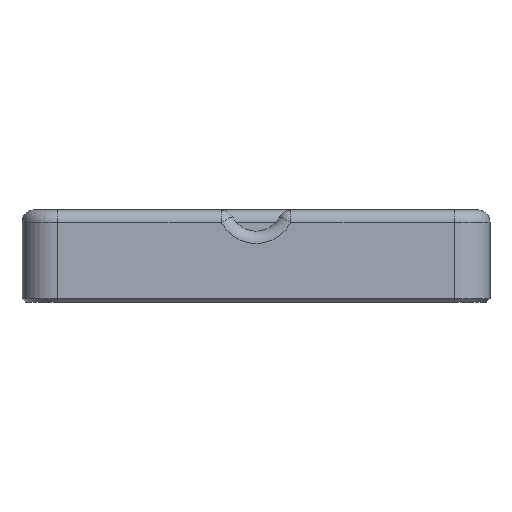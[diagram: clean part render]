
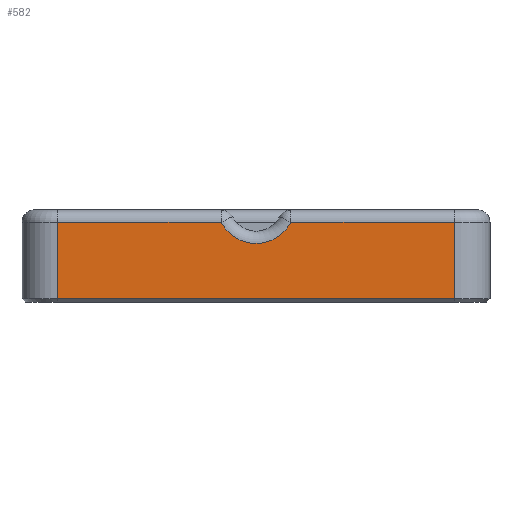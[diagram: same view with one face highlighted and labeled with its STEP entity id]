
A CAD part, left-side view. The second image highlights one B-rep face of the part: STEP entity #582.
In plain terms, the highlighted planar face has unit normal (-1, 0, 0).
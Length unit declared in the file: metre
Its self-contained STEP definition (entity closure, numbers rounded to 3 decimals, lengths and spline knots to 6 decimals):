
#582 = ADVANCED_FACE( '', ( #1295 ), #1296, .T. );
#1295 = FACE_OUTER_BOUND( '', #3734, .T. );
#1296 = PLANE( '', #3735 );
#3734 = EDGE_LOOP( '', ( #6524, #6525, #6526, #6527, #6528, #6529 ) );
#3735 = AXIS2_PLACEMENT_3D( '', #6530, #6531, #6532 );
#6524 = ORIENTED_EDGE( '', *, *, #7708, .T. );
#6525 = ORIENTED_EDGE( '', *, *, #8054, .T. );
#6526 = ORIENTED_EDGE( '', *, *, #8266, .F. );
#6527 = ORIENTED_EDGE( '', *, *, #7961, .T. );
#6528 = ORIENTED_EDGE( '', *, *, #8069, .T. );
#6529 = ORIENTED_EDGE( '', *, *, #7978, .T. );
#6530 = CARTESIAN_POINT( '', ( -0.109, 0.028, 0.004 ) );
#6531 = DIRECTION( '', ( -1., 0., 0. ) );
#6532 = DIRECTION( '', ( 0., 0., 1. ) );
#7708 = EDGE_CURVE( '', #8653, #8651, #8654, .T. );
#7961 = EDGE_CURVE( '', #9068, #8978, #9069, .T. );
#7978 = EDGE_CURVE( '', #8789, #8653, #9095, .T. );
#8054 = EDGE_CURVE( '', #8651, #8764, #9201, .T. );
#8069 = EDGE_CURVE( '', #8978, #8789, #9221, .F. );
#8266 = EDGE_CURVE( '', #9068, #8764, #9488, .T. );
#8651 = VERTEX_POINT( '', #10017 );
#8653 = VERTEX_POINT( '', #10019 );
#8654 = LINE( '', #10020, #10021 );
#8764 = VERTEX_POINT( '', #10336 );
#8789 = VERTEX_POINT( '', #10367 );
#8978 = VERTEX_POINT( '', #10731 );
#9068 = VERTEX_POINT( '', #11055 );
#9069 = LINE( '', #11056, #11057 );
#9095 = LINE( '', #11088, #11089 );
#9201 = LINE( '', #11299, #11300 );
#9221 = CIRCLE( '', #11326, 0.011 );
#9488 = LINE( '', #12057, #12058 );
#10017 = CARTESIAN_POINT( '', ( -0.109, 0.056, -0.021 ) );
#10019 = CARTESIAN_POINT( '', ( -0.109, 0.056, 0.0005 ) );
#10020 = CARTESIAN_POINT( '', ( -0.109, 0.056, 0.004 ) );
#10021 = VECTOR( '', #12829, 1. );
#10336 = CARTESIAN_POINT( '', ( -0.109, -0.056, -0.021 ) );
#10367 = CARTESIAN_POINT( '', ( -0.109, 0.009798, 0.0005 ) );
#10731 = CARTESIAN_POINT( '', ( -0.109, -0.009798, 0.0005 ) );
#11055 = CARTESIAN_POINT( '', ( -0.109, -0.056, 0.0005 ) );
#11056 = CARTESIAN_POINT( '', ( -0.109, 0.028, 0.0005 ) );
#11057 = VECTOR( '', #13215, 1. );
#11088 = CARTESIAN_POINT( '', ( -0.109, 0.028, 0.0005 ) );
#11089 = VECTOR( '', #13242, 1. );
#11299 = CARTESIAN_POINT( '', ( -0.109, 0.028, -0.021 ) );
#11300 = VECTOR( '', #13372, 1. );
#11326 = AXIS2_PLACEMENT_3D( '', #13391, #13392, #13393 );
#12057 = CARTESIAN_POINT( '', ( -0.109, -0.056, 0.004 ) );
#12058 = VECTOR( '', #13678, 1. );
#12829 = DIRECTION( '', ( 0., 0., -1. ) );
#13215 = DIRECTION( '', ( 0., 1., 0. ) );
#13242 = DIRECTION( '', ( 0., 1., 0. ) );
#13372 = DIRECTION( '', ( 0., -1., 0. ) );
#13391 = CARTESIAN_POINT( '', ( -0.109, 0., 0.0055 ) );
#13392 = DIRECTION( '', ( -1., 0., 0. ) );
#13393 = DIRECTION( '', ( 0., 0., 1. ) );
#13678 = DIRECTION( '', ( 0., 0., -1. ) );
